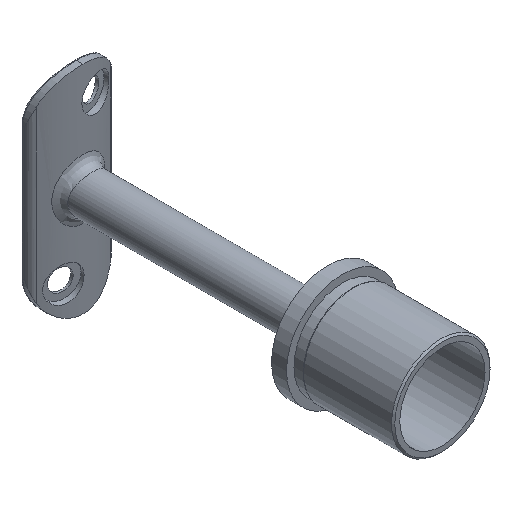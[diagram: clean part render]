
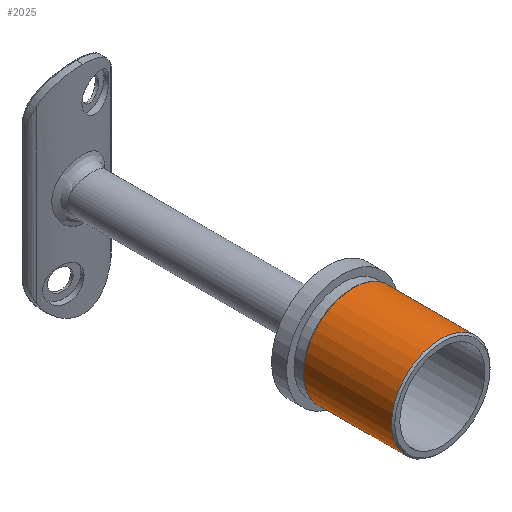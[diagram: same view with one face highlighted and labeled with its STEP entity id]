
A CAD part, isometric view. The second image highlights one B-rep face of the part: STEP entity #2025.
In plain terms, the highlighted cylindrical face has radius 14.8 mm (diameter 29.6 mm), a full revolution.
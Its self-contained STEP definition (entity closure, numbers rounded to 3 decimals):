
#191 = ORIENTED_EDGE ( 'NONE', *, *, #5872, .T. ) ;
#668 = CARTESIAN_POINT ( 'NONE',  ( 0., 2.993, 0. ) ) ;
#832 = DIRECTION ( 'NONE',  ( 1., 0., 0. ) ) ;
#1413 = CYLINDRICAL_SURFACE ( 'NONE', #19868, 14.8 ) ;
#2025 = ADVANCED_FACE ( 'NONE', ( #5950, #13482 ), #1413, .T. ) ;
#5872 = EDGE_CURVE ( 'NONE', #17435, #17435, #12735, .T. ) ;
#5950 = FACE_OUTER_BOUND ( 'NONE', #13748, .T. ) ;
#6928 = AXIS2_PLACEMENT_3D ( 'NONE', #16199, #17912, #22033 ) ;
#7328 = AXIS2_PLACEMENT_3D ( 'NONE', #10766, #14962, #19370 ) ;
#7424 = CARTESIAN_POINT ( 'NONE',  ( 14.8, -29.5, 0. ) ) ;
#10766 = CARTESIAN_POINT ( 'NONE',  ( 0., -29.5, 0. ) ) ;
#12735 = CIRCLE ( 'NONE', #7328, 14.8 ) ;
#13482 = FACE_OUTER_BOUND ( 'NONE', #20155, .T. ) ;
#13748 = EDGE_LOOP ( 'NONE', ( #191 ) ) ;
#14803 = CARTESIAN_POINT ( 'NONE',  ( 14.8, -3., 0. ) ) ;
#14962 = DIRECTION ( 'NONE',  ( 0., 1., 0. ) ) ;
#16199 = CARTESIAN_POINT ( 'NONE',  ( 0., -3., 0. ) ) ;
#17139 = EDGE_CURVE ( 'NONE', #22312, #22312, #20703, .T. ) ;
#17435 = VERTEX_POINT ( 'NONE', #7424 ) ;
#17912 = DIRECTION ( 'NONE',  ( 0., -1., 0. ) ) ;
#19370 = DIRECTION ( 'NONE',  ( 1., 0., 0. ) ) ;
#19868 = AXIS2_PLACEMENT_3D ( 'NONE', #668, #21502, #832 ) ;
#20155 = EDGE_LOOP ( 'NONE', ( #22021 ) ) ;
#20703 = CIRCLE ( 'NONE', #6928, 14.8 ) ;
#21502 = DIRECTION ( 'NONE',  ( 0., -1., 0. ) ) ;
#22021 = ORIENTED_EDGE ( 'NONE', *, *, #17139, .T. ) ;
#22033 = DIRECTION ( 'NONE',  ( 1., 0., 0. ) ) ;
#22312 = VERTEX_POINT ( 'NONE', #14803 ) ;
